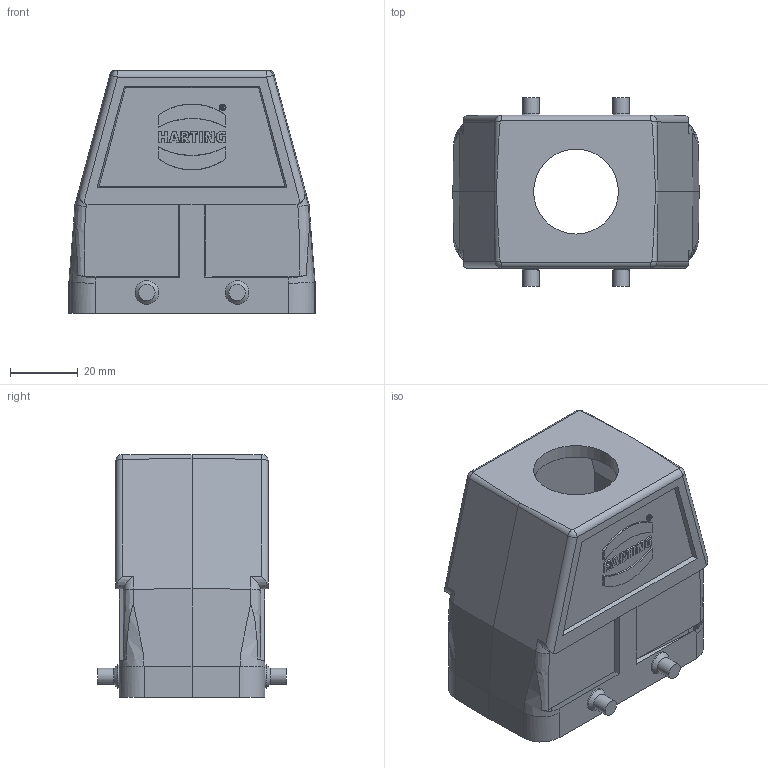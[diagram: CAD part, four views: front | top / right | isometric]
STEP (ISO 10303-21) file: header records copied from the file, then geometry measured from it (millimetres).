
FILE_DESCRIPTION(/* description */ (''),/* implementation_level */ '2;1');
FILE_NAME(/* name */ '100105850ugm000_d.stp',/* time_stamp */ '2019-11-07T09:54:27+01:00',/* author */ (''),/* organization */ (''),/* preprocessor_version */ 'ST-DEVELOPER v16.7',/* originating_system */ 'SIEMENS PLM Software NX 12.0',/* authorisation */ '');
FILE_SCHEMA (('AUTOMOTIVE_DESIGN { 1 0 10303 214 3 1 1 1 }'));
Length unit declared in the file: millimetre
Products named in the file (1): 100105850ugm000_d
Bounding box: 72.6 x 55.6 x 71.6 mm (x, y, z)
Volume: 59226.8 mm3; surface area: 33050.4 mm2
Topology: 1 solids, 1 shells, 241 faces, 621 edges, 410 vertices
Faces by surface type: plane 167, cylinder 39, bspline 17, cone 14, sphere 4
Full cylindrical faces by diameter (mm): 2.74 x4, 4.8 x4, 7 x4, 25 x1
Entity records: 9281 total; most frequent: CARTESIAN_POINT 2797, ORIENTED_EDGE 1200, DIRECTION 1054, EDGE_CURVE 600, LINE 408, VECTOR 408, VERTEX_POINT 406, AXIS2_PLACEMENT_3D 323
